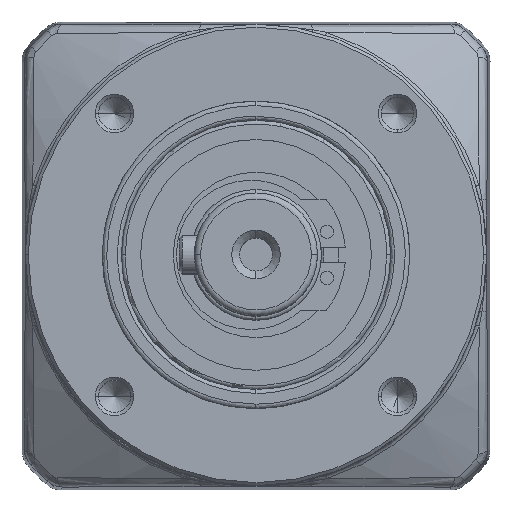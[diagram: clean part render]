
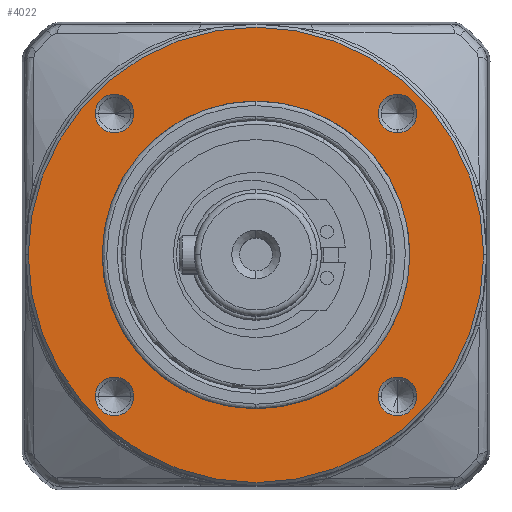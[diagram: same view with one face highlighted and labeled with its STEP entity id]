
A CAD part, top view. The second image highlights one B-rep face of the part: STEP entity #4022.
In plain terms, the highlighted planar face has unit normal (0, 0, 1).
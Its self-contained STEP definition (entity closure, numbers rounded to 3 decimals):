
#51 = AXIS2_PLACEMENT_3D ( 'NONE', #8906, #8882, #8879 ) ;
#415 = DIRECTION ( 'NONE',  ( 0., 0., -1. ) ) ;
#538 = EDGE_CURVE ( 'NONE', #28189, #26590, #10738, .T. ) ;
#631 = EDGE_CURVE ( 'NONE', #8032, #27067, #10671, .T. ) ;
#2481 = ORIENTED_EDGE ( 'NONE', *, *, #22559, .T. ) ;
#3088 = CIRCLE ( 'NONE', #15221, 29.6 ) ;
#3732 = DIRECTION ( 'NONE',  ( 0., 0., -1. ) ) ;
#4022 = ADVANCED_FACE ( 'NONE', ( #21774, #21655, #21904, #21959, #21882, #21836 ), #14245, .T. ) ;
#4035 = AXIS2_PLACEMENT_3D ( 'NONE', #14398, #14155, #14131 ) ;
#4060 = CIRCLE ( 'NONE', #22195, 2.5 ) ;
#5023 = AXIS2_PLACEMENT_3D ( 'NONE', #24013, #23997, #23967 ) ;
#5403 = EDGE_CURVE ( 'NONE', #27067, #8032, #26222, .T. ) ;
#7241 = ORIENTED_EDGE ( 'NONE', *, *, #22688, .T. ) ;
#7250 = ORIENTED_EDGE ( 'NONE', *, *, #27688, .T. ) ;
#7891 = CARTESIAN_POINT ( 'NONE',  ( -20.885, -18.385, 25.5 ) ) ;
#8010 = AXIS2_PLACEMENT_3D ( 'NONE', #10882, #10873, #10852 ) ;
#8032 = VERTEX_POINT ( 'NONE', #16422 ) ;
#8188 = CARTESIAN_POINT ( 'NONE',  ( 0., 0., 25.5 ) ) ;
#8242 = CARTESIAN_POINT ( 'NONE',  ( 18.385, 20.885, 25.5 ) ) ;
#8812 = AXIS2_PLACEMENT_3D ( 'NONE', #13214, #13192, #13156 ) ;
#8879 = DIRECTION ( 'NONE',  ( -1., 0., 0. ) ) ;
#8882 = DIRECTION ( 'NONE',  ( 0., 0., -1. ) ) ;
#8906 = CARTESIAN_POINT ( 'NONE',  ( 0., 0., 25.5 ) ) ;
#9820 = CIRCLE ( 'NONE', #26247, 2.5 ) ;
#9864 = EDGE_CURVE ( 'NONE', #27107, #10606, #26010, .T. ) ;
#9990 = DIRECTION ( 'NONE',  ( 0., 0., -1. ) ) ;
#10040 = CARTESIAN_POINT ( 'NONE',  ( -20.885, 18.385, 25.5 ) ) ;
#10418 = DIRECTION ( 'NONE',  ( -1., 0., 0. ) ) ;
#10606 = VERTEX_POINT ( 'NONE', #13184 ) ;
#10671 = CIRCLE ( 'NONE', #8010, 2.5 ) ;
#10738 = CIRCLE ( 'NONE', #11002, 2.5 ) ;
#10852 = DIRECTION ( 'NONE',  ( 0., -1., 0. ) ) ;
#10873 = DIRECTION ( 'NONE',  ( 0., 0., -1. ) ) ;
#10882 = CARTESIAN_POINT ( 'NONE',  ( 18.385, 18.385, 25.5 ) ) ;
#10933 = EDGE_LOOP ( 'NONE', ( #16757, #12968 ) ) ;
#11002 = AXIS2_PLACEMENT_3D ( 'NONE', #12127, #12091, #12073 ) ;
#11241 = CARTESIAN_POINT ( 'NONE',  ( -20., 0., 25.5 ) ) ;
#11283 = CARTESIAN_POINT ( 'NONE',  ( -15.885, -18.385, 25.5 ) ) ;
#11415 = CARTESIAN_POINT ( 'NONE',  ( 0., 0., 25.5 ) ) ;
#12073 = DIRECTION ( 'NONE',  ( 1., 0., 0. ) ) ;
#12091 = DIRECTION ( 'NONE',  ( 0., 0., -1. ) ) ;
#12127 = CARTESIAN_POINT ( 'NONE',  ( -18.385, -18.385, 25.5 ) ) ;
#12241 = DIRECTION ( 'NONE',  ( 0., 0., -1. ) ) ;
#12719 = CARTESIAN_POINT ( 'NONE',  ( 15.885, -18.385, 25.5 ) ) ;
#12822 = CARTESIAN_POINT ( 'NONE',  ( 20.885, -18.385, 25.5 ) ) ;
#12869 = VERTEX_POINT ( 'NONE', #11241 ) ;
#12968 = ORIENTED_EDGE ( 'NONE', *, *, #23996, .T. ) ;
#13156 = DIRECTION ( 'NONE',  ( -1., 0., 0. ) ) ;
#13184 = CARTESIAN_POINT ( 'NONE',  ( -29.6, 0., 25.5 ) ) ;
#13192 = DIRECTION ( 'NONE',  ( 0., 0., -1. ) ) ;
#13214 = CARTESIAN_POINT ( 'NONE',  ( 0., 0., 25.5 ) ) ;
#13358 = EDGE_CURVE ( 'NONE', #12869, #26853, #14098, .T. ) ;
#13637 = DIRECTION ( 'NONE',  ( -1., 0., 0. ) ) ;
#13794 = ORIENTED_EDGE ( 'NONE', *, *, #631, .T. ) ;
#13852 = CARTESIAN_POINT ( 'NONE',  ( -18.385, 18.385, 25.5 ) ) ;
#14098 = CIRCLE ( 'NONE', #8812, 20. ) ;
#14099 = EDGE_LOOP ( 'NONE', ( #21396, #14878 ) ) ;
#14131 = DIRECTION ( 'NONE',  ( 1., 0., 0. ) ) ;
#14155 = DIRECTION ( 'NONE',  ( 0., 0., 1. ) ) ;
#14245 = PLANE ( 'NONE',  #4035 ) ;
#14398 = CARTESIAN_POINT ( 'NONE',  ( 0., 0., 25.5 ) ) ;
#14869 = CIRCLE ( 'NONE', #26025, 20. ) ;
#14878 = ORIENTED_EDGE ( 'NONE', *, *, #22926, .T. ) ;
#14912 = EDGE_LOOP ( 'NONE', ( #2481, #25526 ) ) ;
#15221 = AXIS2_PLACEMENT_3D ( 'NONE', #8188, #23546, #10418 ) ;
#15523 = CIRCLE ( 'NONE', #23647, 2.5 ) ;
#15899 = CARTESIAN_POINT ( 'NONE',  ( -15.885, 18.385, 25.5 ) ) ;
#16055 = DIRECTION ( 'NONE',  ( 1., 0., 0. ) ) ;
#16260 = CARTESIAN_POINT ( 'NONE',  ( 20., 0., 25.5 ) ) ;
#16422 = CARTESIAN_POINT ( 'NONE',  ( 18.385, 15.885, 25.5 ) ) ;
#16757 = ORIENTED_EDGE ( 'NONE', *, *, #538, .T. ) ;
#17064 = ORIENTED_EDGE ( 'NONE', *, *, #9864, .F. ) ;
#17103 = EDGE_CURVE ( 'NONE', #26532, #25180, #27526, .T. ) ;
#17110 = ORIENTED_EDGE ( 'NONE', *, *, #23212, .F. ) ;
#17142 = CARTESIAN_POINT ( 'NONE',  ( 18.385, -18.385, 25.5 ) ) ;
#18208 = CIRCLE ( 'NONE', #23199, 2.5 ) ;
#19305 = DIRECTION ( 'NONE',  ( 1., 0., 0. ) ) ;
#20257 = DIRECTION ( 'NONE',  ( 0., -1., 0. ) ) ;
#20261 = DIRECTION ( 'NONE',  ( 0., 0., -1. ) ) ;
#20291 = CARTESIAN_POINT ( 'NONE',  ( 18.385, 18.385, 25.5 ) ) ;
#21368 = EDGE_LOOP ( 'NONE', ( #17110, #17064 ) ) ;
#21396 = ORIENTED_EDGE ( 'NONE', *, *, #13358, .T. ) ;
#21655 = FACE_OUTER_BOUND ( 'NONE', #21368, .T. ) ;
#21669 = VERTEX_POINT ( 'NONE', #12719 ) ;
#21721 = VERTEX_POINT ( 'NONE', #12822 ) ;
#21741 = AXIS2_PLACEMENT_3D ( 'NONE', #20291, #20261, #20257 ) ;
#21774 = FACE_BOUND ( 'NONE', #14099, .T. ) ;
#21836 = FACE_BOUND ( 'NONE', #28431, .T. ) ;
#21882 = FACE_BOUND ( 'NONE', #10933, .T. ) ;
#21904 = FACE_BOUND ( 'NONE', #26287, .T. ) ;
#21959 = FACE_BOUND ( 'NONE', #14912, .T. ) ;
#22195 = AXIS2_PLACEMENT_3D ( 'NONE', #13852, #415, #16055 ) ;
#22559 = EDGE_CURVE ( 'NONE', #25180, #26532, #4060, .T. ) ;
#22688 = EDGE_CURVE ( 'NONE', #21669, #21721, #15523, .T. ) ;
#22926 = EDGE_CURVE ( 'NONE', #26853, #12869, #14869, .T. ) ;
#23123 = CARTESIAN_POINT ( 'NONE',  ( 18.385, -18.385, 25.5 ) ) ;
#23199 = AXIS2_PLACEMENT_3D ( 'NONE', #17142, #3732, #19305 ) ;
#23212 = EDGE_CURVE ( 'NONE', #10606, #27107, #3088, .T. ) ;
#23546 = DIRECTION ( 'NONE',  ( 0., 0., -1. ) ) ;
#23647 = AXIS2_PLACEMENT_3D ( 'NONE', #23123, #9990, #25298 ) ;
#23967 = DIRECTION ( 'NONE',  ( 1., 0., 0. ) ) ;
#23996 = EDGE_CURVE ( 'NONE', #26590, #28189, #9820, .T. ) ;
#23997 = DIRECTION ( 'NONE',  ( 0., 0., -1. ) ) ;
#24013 = CARTESIAN_POINT ( 'NONE',  ( -18.385, 18.385, 25.5 ) ) ;
#25180 = VERTEX_POINT ( 'NONE', #15899 ) ;
#25298 = DIRECTION ( 'NONE',  ( 1., 0., 0. ) ) ;
#25330 = CARTESIAN_POINT ( 'NONE',  ( -18.385, -18.385, 25.5 ) ) ;
#25526 = ORIENTED_EDGE ( 'NONE', *, *, #17103, .T. ) ;
#25746 = ORIENTED_EDGE ( 'NONE', *, *, #5403, .T. ) ;
#26010 = CIRCLE ( 'NONE', #51, 29.6 ) ;
#26025 = AXIS2_PLACEMENT_3D ( 'NONE', #11415, #26716, #13637 ) ;
#26164 = CARTESIAN_POINT ( 'NONE',  ( 29.6, 0., 25.5 ) ) ;
#26222 = CIRCLE ( 'NONE', #21741, 2.5 ) ;
#26247 = AXIS2_PLACEMENT_3D ( 'NONE', #25330, #12241, #27513 ) ;
#26287 = EDGE_LOOP ( 'NONE', ( #13794, #25746 ) ) ;
#26532 = VERTEX_POINT ( 'NONE', #10040 ) ;
#26590 = VERTEX_POINT ( 'NONE', #7891 ) ;
#26716 = DIRECTION ( 'NONE',  ( 0., 0., -1. ) ) ;
#26853 = VERTEX_POINT ( 'NONE', #16260 ) ;
#27067 = VERTEX_POINT ( 'NONE', #8242 ) ;
#27107 = VERTEX_POINT ( 'NONE', #26164 ) ;
#27513 = DIRECTION ( 'NONE',  ( 1., 0., 0. ) ) ;
#27526 = CIRCLE ( 'NONE', #5023, 2.5 ) ;
#27688 = EDGE_CURVE ( 'NONE', #21721, #21669, #18208, .T. ) ;
#28189 = VERTEX_POINT ( 'NONE', #11283 ) ;
#28431 = EDGE_LOOP ( 'NONE', ( #7250, #7241 ) ) ;
